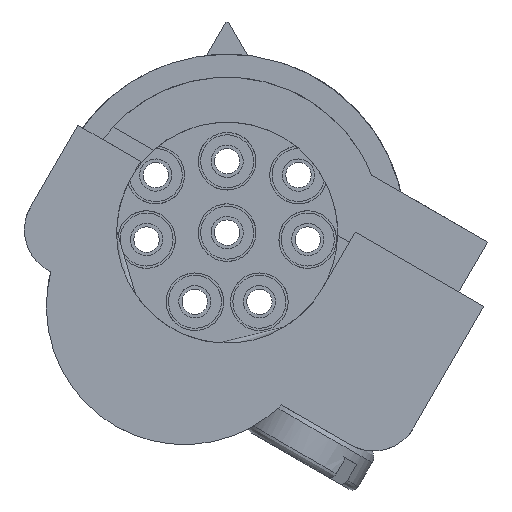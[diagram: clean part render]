
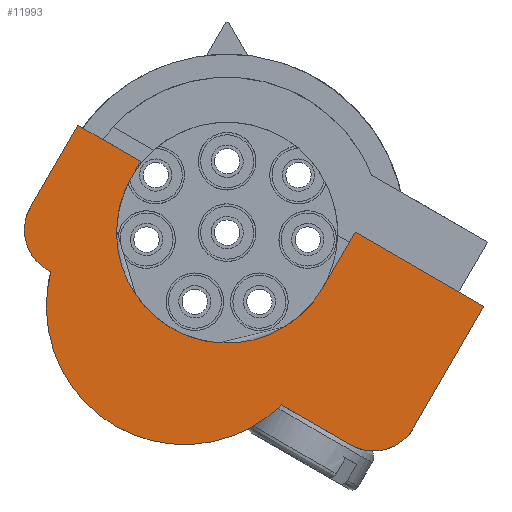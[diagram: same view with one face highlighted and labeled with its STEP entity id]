
A CAD part, front view. The second image highlights one B-rep face of the part: STEP entity #11993.
In plain terms, the highlighted free-form (B-spline) face has degree [1, 1] with [2, 2] control points.
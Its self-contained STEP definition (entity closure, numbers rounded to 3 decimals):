
#10731=CARTESIAN_POINT('V328',(-3.757,
   -46.2,3.093));
#10732=VERTEX_POINT('V328',#10731);
#10738=CARTESIAN_POINT('V329',(-4.157,
   -46.2,2.4));
#10739=VERTEX_POINT('V329',#10738);
#10740=CARTESIAN_POINT('E490',(-4.157,
   -46.2,2.4));
#10741=CARTESIAN_POINT('E490',(-3.757,
   -46.2,3.093));
#10742=B_SPLINE_CURVE_WITH_KNOTS('E490',1,(#10740,#10741),
   .POLYLINE_FORM.,.F.,.U.,(2,2),(0.0,0.286),
   .UNSPECIFIED.);
#10743=EDGE_CURVE('E490',#10739,#10732,#10742,.T.);
#10909=CARTESIAN_POINT('V369',(-7.658,
   -46.2,-1.699));
#10910=VERTEX_POINT('V369',#10909);
#10911=CARTESIAN_POINT('V370',(2.358,-46.2,
   -7.481));
#10912=VERTEX_POINT('V370',#10911);
#10913=CARTESIAN_POINT('E540',(-7.658,
   -46.2,-1.699));
#10914=CARTESIAN_POINT('E540',(-8.804,
   -46.2,-6.118));
#10915=CARTESIAN_POINT('E540',(-4.85,
   -46.2,-8.4));
#10916=CARTESIAN_POINT('E540',(-0.896,
   -46.2,-10.683));
#10917=CARTESIAN_POINT('E540',(2.358,-46.2,
   -7.481));
#10925=(BOUNDED_CURVE()B_SPLINE_CURVE(2,(#10913,#10914,#10915,
   #10916,#10917),.CIRCULAR_ARC.,.F.,.U.)B_SPLINE_CURVE_WITH_KNOTS(
   (3,2,3),(0.0,0.5,1.0),.UNSPECIFIED.)CURVE()
   GEOMETRIC_REPRESENTATION_ITEM()RATIONAL_B_SPLINE_CURVE((1.0,
   0.796,1.0,0.796,1.0))REPRESENTATION_ITEM(
   'E540'));
#10926=EDGE_CURVE('E540',#10910,#10912,#10925,.T.);
#10947=CARTESIAN_POINT('V380',(8.093,-46.2,
   -8.483));
#10948=VERTEX_POINT('V380',#10947);
#10963=CARTESIAN_POINT('V349',(11.143,
   -46.2,-3.2));
#10964=VERTEX_POINT('V349',#10963);
#10970=CARTESIAN_POINT('E564',(8.093,-46.2,
   -8.483));
#10971=CARTESIAN_POINT('E564',(11.143,
   -46.2,-3.2));
#10972=B_SPLINE_CURVE_WITH_KNOTS('E564',1,(#10970,#10971),
   .POLYLINE_FORM.,.F.,.U.,(2,2),(0.247,1.0),
   .UNSPECIFIED.);
#10973=EDGE_CURVE('E564',#10948,#10964,#10972,.T.);
#11726=CARTESIAN_POINT('V379',(5.361,-46.2,
   -9.215));
#11727=VERTEX_POINT('V379',#11726);
#11728=CARTESIAN_POINT('E559',(5.361,-46.2,
   -9.215));
#11729=CARTESIAN_POINT('E559',(7.093,-46.2,
   -10.215));
#11730=CARTESIAN_POINT('E559',(8.093,-46.2,
   -8.483));
#11738=(BOUNDED_CURVE()B_SPLINE_CURVE(2,(#11728,#11729,#11730),
   .CIRCULAR_ARC.,.F.,.U.)CURVE()GEOMETRIC_REPRESENTATION_ITEM()
   QUASI_UNIFORM_CURVE()RATIONAL_B_SPLINE_CURVE((1.0,
   0.707,1.0))REPRESENTATION_ITEM('E559'));
#11739=EDGE_CURVE('E559',#11727,#10948,#11738,.T.);
#11762=CARTESIAN_POINT('E565',(2.358,-46.2,
   -7.481));
#11763=CARTESIAN_POINT('E565',(5.361,-46.2,
   -9.215));
#11764=B_SPLINE_CURVE_WITH_KNOTS('E565',1,(#11762,#11763),
   .POLYLINE_FORM.,.F.,.U.,(2,2),(0.227,
   0.717),.UNSPECIFIED.);
#11765=EDGE_CURVE('E565',#10912,#11727,#11764,.T.);
#11836=CARTESIAN_POINT('V343',(-7.803,
   -46.2,-1.615));
#11837=VERTEX_POINT('V343',#11836);
#11855=CARTESIAN_POINT('E550',(-7.803,
   -46.2,-1.615));
#11856=CARTESIAN_POINT('E550',(-7.658,
   -46.2,-1.699));
#11857=B_SPLINE_CURVE_WITH_KNOTS('E550',1,(#11855,#11856),
   .POLYLINE_FORM.,.F.,.U.,(2,2),(0.531,
   0.575),.UNSPECIFIED.);
#11858=EDGE_CURVE('E550',#11837,#10910,#11857,.T.);
#11877=CARTESIAN_POINT('V338',(-8.535,
   -46.2,1.117));
#11878=VERTEX_POINT('V338',#11877);
#11879=CARTESIAN_POINT('E509',(-8.535,
   -46.2,1.117));
#11880=CARTESIAN_POINT('E509',(-9.535,
   -46.2,-0.615));
#11881=CARTESIAN_POINT('E509',(-7.803,
   -46.2,-1.615));
#11889=(BOUNDED_CURVE()B_SPLINE_CURVE(2,(#11879,#11880,#11881),
   .CIRCULAR_ARC.,.F.,.U.)CURVE()GEOMETRIC_REPRESENTATION_ITEM()
   QUASI_UNIFORM_CURVE()RATIONAL_B_SPLINE_CURVE((1.0,
   0.707,1.0))REPRESENTATION_ITEM('E509'));
#11890=EDGE_CURVE('E509',#11878,#11837,#11889,.T.);
#11921=CARTESIAN_POINT('V335',(-6.485,
   -46.2,4.668));
#11922=VERTEX_POINT('V335',#11921);
#11936=CARTESIAN_POINT('E500',(-6.485,
   -46.2,4.668));
#11937=CARTESIAN_POINT('E500',(-8.535,
   -46.2,1.117));
#11938=B_SPLINE_CURVE_WITH_KNOTS('E500',1,(#11936,#11937),
   .POLYLINE_FORM.,.F.,.U.,(2,2),(0.247,
   0.753),.UNSPECIFIED.);
#11939=EDGE_CURVE('E500',#11922,#11878,#11938,.T.);
#11944=CARTESIAN_POINT('F251',(-12.342,
   -46.2,-4.317));
#11945=CARTESIAN_POINT('F251',(5.29,-46.2,
   -14.497));
#11946=CARTESIAN_POINT('F251',(-5.818,
   -46.2,6.983));
#11947=CARTESIAN_POINT('F251',(11.814,
   -46.2,-3.197));
#11948=B_SPLINE_SURFACE_WITH_KNOTS('F251',1,1,((#11944,#11946),(
   #11945,#11947)),.PLANE_SURF.,.F.,.F.,.U.,(2,2),(2,2),(0.0,
   1.56),(0.0,1.0),.UNSPECIFIED.);
#11949=CARTESIAN_POINT('E505',(-3.757,
   -46.2,3.093));
#11950=CARTESIAN_POINT('E505',(-6.485,
   -46.2,4.668));
#11951=QUASI_UNIFORM_CURVE('E505',1,(#11949,#11950),.POLYLINE_FORM.,
   .F.,.U.);
#11952=EDGE_CURVE('E505',#10732,#11922,#11951,.T.);
#11953=ORIENTED_EDGE('E505',*,*,#11952,.T.);
#11954=ORIENTED_EDGE('F216',*,*,#11939,.T.);
#11955=ORIENTED_EDGE('E509',*,*,#11890,.T.);
#11956=ORIENTED_EDGE('F230',*,*,#11858,.T.);
#11957=ORIENTED_EDGE('E540',*,*,#10926,.T.);
#11958=ORIENTED_EDGE('E565',*,*,#11765,.T.);
#11959=ORIENTED_EDGE('E559',*,*,#11739,.T.);
#11960=ORIENTED_EDGE('F234',*,*,#10973,.T.);
#11961=CARTESIAN_POINT('V348',(5.557,-46.2,
   0.025));
#11962=VERTEX_POINT('V348',#11961);
#11963=CARTESIAN_POINT('E515',(11.143,
   -46.2,-3.2));
#11964=CARTESIAN_POINT('E515',(5.557,-46.2,
   0.025));
#11965=QUASI_UNIFORM_CURVE('E515',1,(#11963,#11964),.POLYLINE_FORM.,
   .F.,.U.);
#11966=EDGE_CURVE('E515',#10964,#11962,#11965,.T.);
#11967=ORIENTED_EDGE('E515',*,*,#11966,.T.);
#11968=CARTESIAN_POINT('V356',(4.157,-46.2,
   -2.4));
#11969=VERTEX_POINT('V356',#11968);
#11970=CARTESIAN_POINT('E525',(5.557,-46.2,
   0.025));
#11971=CARTESIAN_POINT('E525',(4.157,-46.2,
   -2.4));
#11972=QUASI_UNIFORM_CURVE('E525',1,(#11970,#11971),.POLYLINE_FORM.,
   .F.,.U.);
#11973=EDGE_CURVE('E525',#11962,#11969,#11972,.T.);
#11974=ORIENTED_EDGE('E525',*,*,#11973,.T.);
#11975=CARTESIAN_POINT('E587',(4.157,-46.2,
   -2.4));
#11976=CARTESIAN_POINT('E587',(1.757,-46.2,
   -6.557));
#11977=CARTESIAN_POINT('E587',(-2.4,
   -46.2,-4.157));
#11978=CARTESIAN_POINT('E587',(-6.557,
   -46.2,-1.757));
#11979=CARTESIAN_POINT('E587',(-4.157,
   -46.2,2.4));
#11987=(BOUNDED_CURVE()B_SPLINE_CURVE(2,(#11975,#11976,#11977,
   #11978,#11979),.CIRCULAR_ARC.,.F.,.U.)B_SPLINE_CURVE_WITH_KNOTS(
   (3,2,3),(0.0,0.5,1.0),.UNSPECIFIED.)CURVE()
   GEOMETRIC_REPRESENTATION_ITEM()RATIONAL_B_SPLINE_CURVE((1.0,
   0.707,1.0,0.707,1.0))REPRESENTATION_ITEM(
   'E587'));
#11988=EDGE_CURVE('E587',#11969,#10739,#11987,.T.);
#11989=ORIENTED_EDGE('E587',*,*,#11988,.T.);
#11990=ORIENTED_EDGE('E490',*,*,#10743,.T.);
#11991=EDGE_LOOP('F251',(#11953,#11954,#11955,#11956,#11957,#11958,
   #11959,#11960,#11967,#11974,#11989,#11990));
#11992=FACE_OUTER_BOUND('F251',#11991,.T.);
#11993=ADVANCED_FACE('F251',(#11992),#11948,.T.);
